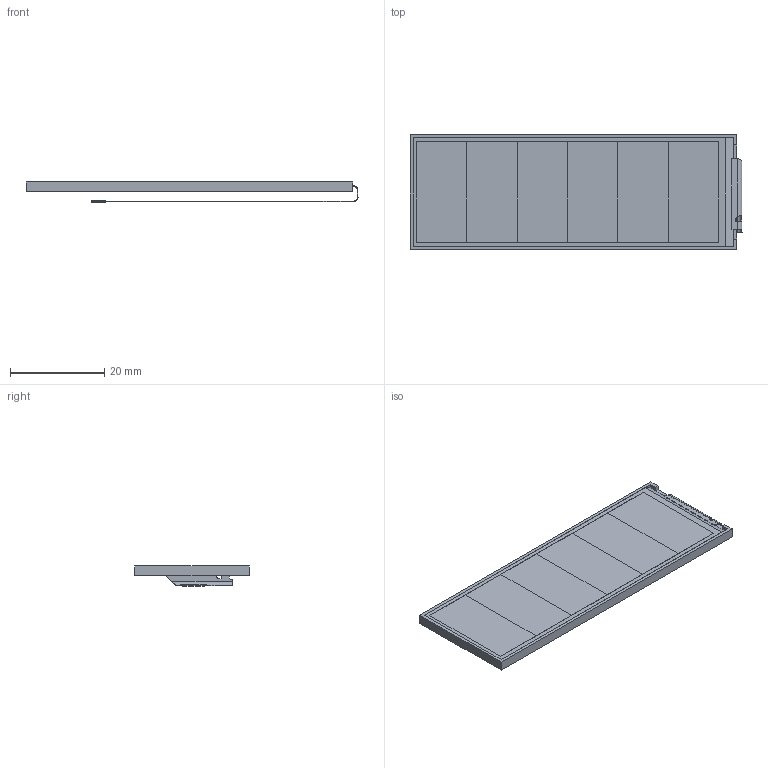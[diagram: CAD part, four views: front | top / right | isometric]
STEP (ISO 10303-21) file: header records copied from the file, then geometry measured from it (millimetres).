
FILE_DESCRIPTION(/* description */ (''),/* implementation_level */ '2;1');
FILE_NAME(/* name */ 'ER-TFT2.79-1.step',/* time_stamp */ '2025-08-25T20:41:46+02:00',/* author */ (''),/* organization */ (''),/* preprocessor_version */ 'ST-DEVELOPER v20.1',/* originating_system */ 'Autodesk Translation Framework v14.10.0.0',/* authorisation */ '');
FILE_SCHEMA (('AUTOMOTIVE_DESIGN { 1 0 10303 214 3 1 1 }'));
Length unit declared in the file: millimetre
Products named in the file (1): ER-TFT2.79-1
Bounding box: 70.55 x 24.38 x 4.28 mm (x, y, z)
Volume: 3586.4 mm3; surface area: 8600.5 mm2
Topology: 10 solids, 10 shells, 201 faces, 517 edges, 338 vertices
Faces by surface type: plane 171, bspline 18, cylinder 12
Entity records: 6817 total; most frequent: CARTESIAN_POINT 1899, ORIENTED_EDGE 1034, DIRECTION 850, EDGE_CURVE 517, LINE 454, VECTOR 454, VERTEX_POINT 338, EDGE_LOOP 207
